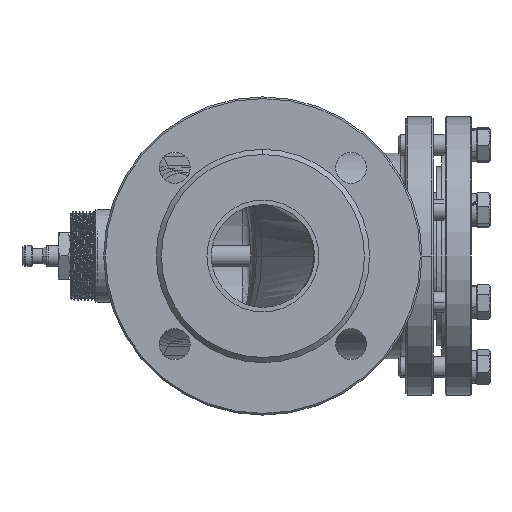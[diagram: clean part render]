
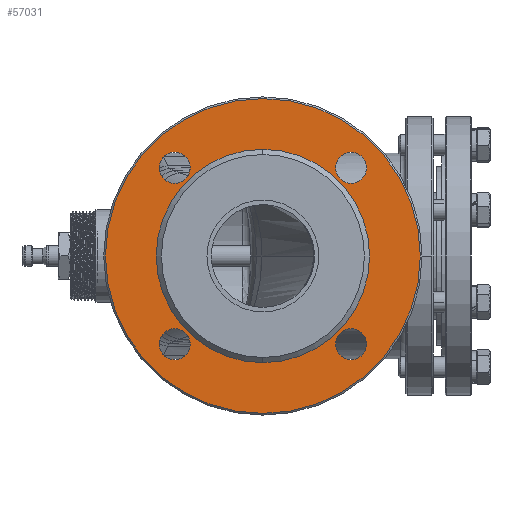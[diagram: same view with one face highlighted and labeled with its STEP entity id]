
A CAD part, left-side view. The second image highlights one B-rep face of the part: STEP entity #57031.
In plain terms, the highlighted planar face has unit normal (1, 0, 0).
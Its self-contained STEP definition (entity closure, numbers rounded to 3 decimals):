
#16646=CARTESIAN_POINT('',(-136.218,-0.541,290.));
#16647=DIRECTION('',(1.,0.,0.));
#16648=DIRECTION('',(0.,0.,-1.));
#16649=AXIS2_PLACEMENT_3D('',#16646,#16647,#16648);
#16651=CARTESIAN_POINT('',(-136.218,-0.541,290.));
#16652=DIRECTION('',(1.,0.,0.));
#16653=DIRECTION('',(0.,-1.,0.));
#16654=AXIS2_PLACEMENT_3D('',#16651,#16652,#16653);
#16656=CARTESIAN_POINT('',(-136.218,-0.541,290.));
#16657=DIRECTION('',(1.,0.,0.));
#16658=DIRECTION('',(0.,0.,1.));
#16659=AXIS2_PLACEMENT_3D('',#16656,#16657,#16658);
#16661=CARTESIAN_POINT('',(-136.218,-0.541,290.));
#16662=DIRECTION('',(1.,0.,0.));
#16663=DIRECTION('',(0.,1.,0.));
#16664=AXIS2_PLACEMENT_3D('',#16661,#16662,#16663);
#16666=CARTESIAN_POINT('',(-136.218,-0.541,290.));
#16667=DIRECTION('',(-1.,0.,0.));
#16668=DIRECTION('',(0.,0.,1.));
#16669=AXIS2_PLACEMENT_3D('',#16666,#16667,#16668);
#16671=CARTESIAN_POINT('',(-136.218,-0.541,290.));
#16672=DIRECTION('',(-1.,0.,0.));
#16673=DIRECTION('',(0.,0.,-1.));
#16674=AXIS2_PLACEMENT_3D('',#16671,#16672,#16673);
#16676=CARTESIAN_POINT('',(-136.218,50.724,
341.265));
#16677=DIRECTION('',(-1.,0.,0.));
#16678=DIRECTION('',(0.,0.,-1.));
#16679=AXIS2_PLACEMENT_3D('',#16676,#16677,#16678);
#16681=CARTESIAN_POINT('',(-136.218,50.724,
341.265));
#16682=DIRECTION('',(-1.,0.,0.));
#16683=DIRECTION('',(0.,0.,1.));
#16684=AXIS2_PLACEMENT_3D('',#16681,#16682,#16683);
#16686=CARTESIAN_POINT('',(-136.218,-51.805,
341.266));
#16687=DIRECTION('',(-1.,0.,0.));
#16688=DIRECTION('',(0.,0.,-1.));
#16689=AXIS2_PLACEMENT_3D('',#16686,#16687,#16688);
#16691=CARTESIAN_POINT('',(-136.218,-51.805,
341.266));
#16692=DIRECTION('',(-1.,0.,0.));
#16693=DIRECTION('',(0.,0.,1.));
#16694=AXIS2_PLACEMENT_3D('',#16691,#16692,#16693);
#16696=CARTESIAN_POINT('',(-136.218,-51.806,
238.737));
#16697=DIRECTION('',(-1.,0.,0.));
#16698=DIRECTION('',(0.,0.,-1.));
#16699=AXIS2_PLACEMENT_3D('',#16696,#16697,#16698);
#16701=CARTESIAN_POINT('',(-136.218,-51.806,
238.737));
#16702=DIRECTION('',(-1.,0.,0.));
#16703=DIRECTION('',(0.,0.,1.));
#16704=AXIS2_PLACEMENT_3D('',#16701,#16702,#16703);
#16706=CARTESIAN_POINT('',(-136.218,50.723,
238.736));
#16707=DIRECTION('',(-1.,0.,0.));
#16708=DIRECTION('',(0.,0.,-1.));
#16709=AXIS2_PLACEMENT_3D('',#16706,#16707,#16708);
#16711=CARTESIAN_POINT('',(-136.218,50.723,
238.736));
#16712=DIRECTION('',(-1.,0.,0.));
#16713=DIRECTION('',(0.,0.,1.));
#16714=AXIS2_PLACEMENT_3D('',#16711,#16712,#16713);
#23579=CARTESIAN_POINT('',(-136.218,-92.041,
290.));
#23581=VERTEX_POINT('',#23579);
#23600=CARTESIAN_POINT('',(-136.218,-51.805,
332.266));
#23601=CARTESIAN_POINT('',(-136.218,-51.805,
350.266));
#23602=VERTEX_POINT('',#23600);
#23603=VERTEX_POINT('',#23601);
#23606=CARTESIAN_POINT('',(-136.218,-51.806,
229.737));
#23608=VERTEX_POINT('',#23606);
#23719=CARTESIAN_POINT('',(-136.218,50.723,
229.736));
#23721=VERTEX_POINT('',#23719);
#23761=CARTESIAN_POINT('',(-136.218,90.959,
290.));
#23762=CARTESIAN_POINT('',(-136.218,-0.542,
381.5));
#23763=VERTEX_POINT('',#23761);
#23764=VERTEX_POINT('',#23762);
#23799=CARTESIAN_POINT('',(-136.218,50.724,
350.265));
#23800=CARTESIAN_POINT('',(-136.218,50.724,
332.265));
#23801=VERTEX_POINT('',#23799);
#23802=VERTEX_POINT('',#23800);
#23871=CARTESIAN_POINT('',(-136.218,50.723,
247.736));
#23873=VERTEX_POINT('',#23871);
#23965=CARTESIAN_POINT('',(-136.218,-0.541,
228.));
#23967=VERTEX_POINT('',#23965);
#24048=CARTESIAN_POINT('',(-136.218,-0.541,
352.));
#24049=VERTEX_POINT('',#24048);
#24141=CARTESIAN_POINT('',(-136.218,-0.54,
198.5));
#24142=VERTEX_POINT('',#24141);
#24194=CARTESIAN_POINT('',(-136.218,-51.806,
247.737));
#24195=VERTEX_POINT('',#24194);
#56988=CARTESIAN_POINT('',(-136.218,91.959,290.));
#56989=DIRECTION('',(1.,0.,0.));
#56990=DIRECTION('',(0.,0.,-1.));
#56991=AXIS2_PLACEMENT_3D('',#56988,#56989,#56990);
#56992=PLANE('',#56991);
#56994=ORIENTED_EDGE('',*,*,#56993,.F.);
#56996=ORIENTED_EDGE('',*,*,#56995,.F.);
#56998=ORIENTED_EDGE('',*,*,#56997,.F.);
#57000=ORIENTED_EDGE('',*,*,#56999,.F.);
#57001=EDGE_LOOP('',(#56994,#56996,#56998,#57000));
#57002=FACE_OUTER_BOUND('',#57001,.F.);
#57003=ORIENTED_EDGE('',*,*,#56967,.F.);
#57004=ORIENTED_EDGE('',*,*,#56982,.F.);
#57005=EDGE_LOOP('',(#57003,#57004));
#57006=FACE_BOUND('',#57005,.F.);
#57008=ORIENTED_EDGE('',*,*,#57007,.F.);
#57010=ORIENTED_EDGE('',*,*,#57009,.F.);
#57011=EDGE_LOOP('',(#57008,#57010));
#57012=FACE_BOUND('',#57011,.F.);
#57014=ORIENTED_EDGE('',*,*,#57013,.F.);
#57016=ORIENTED_EDGE('',*,*,#57015,.F.);
#57017=EDGE_LOOP('',(#57014,#57016));
#57018=FACE_BOUND('',#57017,.F.);
#57020=ORIENTED_EDGE('',*,*,#57019,.F.);
#57022=ORIENTED_EDGE('',*,*,#57021,.F.);
#57023=EDGE_LOOP('',(#57020,#57022));
#57024=FACE_BOUND('',#57023,.F.);
#57026=ORIENTED_EDGE('',*,*,#57025,.F.);
#57028=ORIENTED_EDGE('',*,*,#57027,.F.);
#57029=EDGE_LOOP('',(#57026,#57028));
#57030=FACE_BOUND('',#57029,.F.);
#57031=ADVANCED_FACE('',(#57002,#57006,#57012,#57018,#57024,#57030),#56992,.T.);
#16650=CIRCLE('',#16649,91.5);
#16655=CIRCLE('',#16654,91.5);
#16660=CIRCLE('',#16659,91.5);
#16665=CIRCLE('',#16664,91.5);
#16670=CIRCLE('',#16669,62.);
#16675=CIRCLE('',#16674,62.);
#16680=CIRCLE('',#16679,9.);
#16685=CIRCLE('',#16684,9.);
#16690=CIRCLE('',#16689,9.);
#16695=CIRCLE('',#16694,9.);
#16700=CIRCLE('',#16699,9.);
#16705=CIRCLE('',#16704,9.);
#16710=CIRCLE('',#16709,9.);
#16715=CIRCLE('',#16714,9.);
#56967=EDGE_CURVE('',#24049,#23967,#16670,.T.);
#56982=EDGE_CURVE('',#23967,#24049,#16675,.T.);
#56993=EDGE_CURVE('',#24142,#23763,#16650,.T.);
#56995=EDGE_CURVE('',#23581,#24142,#16655,.T.);
#56997=EDGE_CURVE('',#23764,#23581,#16660,.T.);
#56999=EDGE_CURVE('',#23763,#23764,#16665,.T.);
#57007=EDGE_CURVE('',#23802,#23801,#16680,.T.);
#57009=EDGE_CURVE('',#23801,#23802,#16685,.T.);
#57013=EDGE_CURVE('',#23602,#23603,#16690,.T.);
#57015=EDGE_CURVE('',#23603,#23602,#16695,.T.);
#57019=EDGE_CURVE('',#23608,#24195,#16700,.T.);
#57021=EDGE_CURVE('',#24195,#23608,#16705,.T.);
#57025=EDGE_CURVE('',#23721,#23873,#16710,.T.);
#57027=EDGE_CURVE('',#23873,#23721,#16715,.T.);
